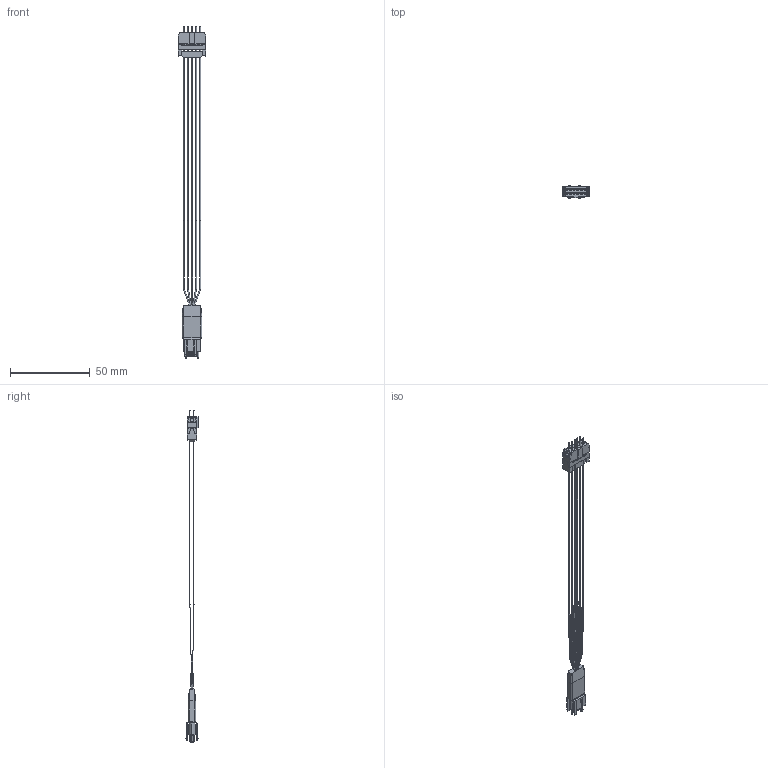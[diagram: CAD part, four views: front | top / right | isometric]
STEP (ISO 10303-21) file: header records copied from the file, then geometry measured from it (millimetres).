
FILE_DESCRIPTION (( 'STEP AP214' ), '1' );
FILE_NAME ('TC2050-IDC.STEP', '2021-07-13T11:18:13', ( '' ), ( '' ), 'SwSTEP 2.0', 'SolidWorks 2018', '' );
FILE_SCHEMA (( 'AUTOMOTIVE_DESIGN' ));
Length unit declared in the file: millimetre
Products named in the file (4): Part6^TC2050-IDC; TC2050-IDC front; 10 pin female idc; TC2050-IDC
Assembly tree (3 placements, depth 2):
  TC2050-IDC
    10 pin female idc
    TC2050-IDC front
    Part6^TC2050-IDC
Bounding box: 17.38 x 7.67 x 208.5 mm (x, y, z)
Volume: 3296.6 mm3; surface area: 7543 mm2
Topology: 26 solids, 26 shells, 1054 faces, 2781 edges, 1776 vertices
Faces by surface type: plane 685, cylinder 272, bspline 50, sphere 24, torus 19, cone 4
Entity records: 42874 total; most frequent: CARTESIAN_POINT 6951, ORIENTED_EDGE 5466, DIRECTION 5288, EDGE_CURVE 2733, VECTOR 1962, LINE 1962, VERTEX_POINT 1756, AXIS2_PLACEMENT_3D 1663
